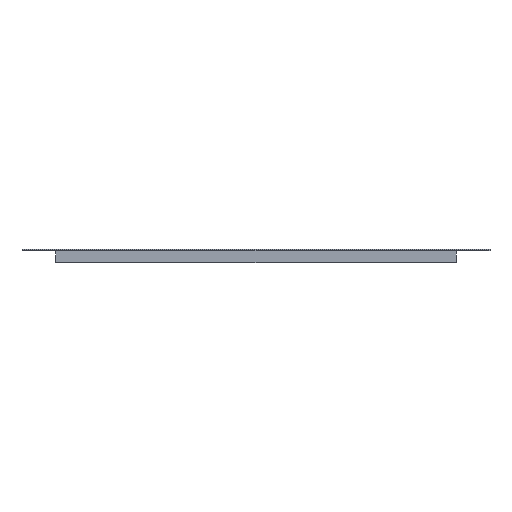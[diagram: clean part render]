
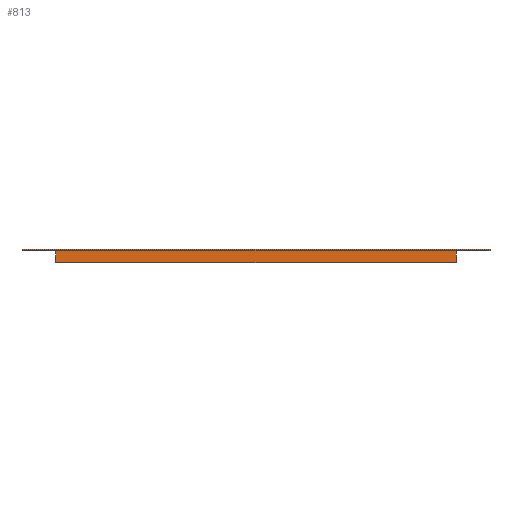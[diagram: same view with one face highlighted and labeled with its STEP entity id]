
A CAD part, front view. The second image highlights one B-rep face of the part: STEP entity #813.
In plain terms, the highlighted planar face has unit normal (0, -1, 0).
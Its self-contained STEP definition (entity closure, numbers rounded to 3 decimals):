
#38 = ORIENTED_EDGE ( 'NONE', *, *, #724, .T. ) ;
#53 = EDGE_CURVE ( 'NONE', #1066, #674, #371, .T. ) ;
#56 = EDGE_CURVE ( 'NONE', #202, #381, #357, .T. ) ;
#58 = EDGE_CURVE ( 'NONE', #525, #674, #336, .T. ) ;
#64 = AXIS2_PLACEMENT_3D ( 'NONE', #349, #345, #342 ) ;
#78 = EDGE_CURVE ( 'NONE', #333, #801, #287, .T. ) ;
#121 = CARTESIAN_POINT ( 'NONE',  ( -265., -250., 0. ) ) ;
#185 = VECTOR ( 'NONE', #499, 1000. ) ;
#202 = VERTEX_POINT ( 'NONE', #1022 ) ;
#209 = ORIENTED_EDGE ( 'NONE', *, *, #56, .F. ) ;
#221 = CARTESIAN_POINT ( 'NONE',  ( 265., -250., 0. ) ) ;
#222 = LINE ( 'NONE', #496, #185 ) ;
#224 = VECTOR ( 'NONE', #1084, 1000. ) ;
#253 = ORIENTED_EDGE ( 'NONE', *, *, #58, .F. ) ;
#254 = VECTOR ( 'NONE', #1086, 1000. ) ;
#282 = LINE ( 'NONE', #655, #446 ) ;
#283 = VECTOR ( 'NONE', #1118, 1000. ) ;
#287 = LINE ( 'NONE', #1116, #224 ) ;
#323 = VECTOR ( 'NONE', #1021, 1000. ) ;
#333 = VERTEX_POINT ( 'NONE', #880 ) ;
#336 = LINE ( 'NONE', #1025, #254 ) ;
#342 = DIRECTION ( 'NONE',  ( -1., 0., 0. ) ) ;
#345 = DIRECTION ( 'NONE',  ( 0., 1., 0. ) ) ;
#348 = FACE_OUTER_BOUND ( 'NONE', #668, .T. ) ;
#349 = CARTESIAN_POINT ( 'NONE',  ( -265., -250., 1.5 ) ) ;
#350 = PLANE ( 'NONE',  #64 ) ;
#357 = LINE ( 'NONE', #1060, #283 ) ;
#359 = ORIENTED_EDGE ( 'NONE', *, *, #534, .T. ) ;
#371 = LINE ( 'NONE', #1074, #323 ) ;
#377 = CARTESIAN_POINT ( 'NONE',  ( 227., -250., 0. ) ) ;
#381 = VERTEX_POINT ( 'NONE', #843 ) ;
#403 = DIRECTION ( 'NONE',  ( 0., 0., -1. ) ) ;
#409 = DIRECTION ( 'NONE',  ( 1., 0., 0. ) ) ;
#414 = CARTESIAN_POINT ( 'NONE',  ( 265., -250., 1.5 ) ) ;
#416 = CARTESIAN_POINT ( 'NONE',  ( -265., -250., 0. ) ) ;
#446 = VECTOR ( 'NONE', #687, 1000. ) ;
#474 = CARTESIAN_POINT ( 'NONE',  ( -227., -250., 0. ) ) ;
#496 = CARTESIAN_POINT ( 'NONE',  ( 227., -250., -13.5 ) ) ;
#499 = DIRECTION ( 'NONE',  ( -1., 0., 0. ) ) ;
#525 = VERTEX_POINT ( 'NONE', #672 ) ;
#534 = EDGE_CURVE ( 'NONE', #202, #1066, #282, .T. ) ;
#645 = ORIENTED_EDGE ( 'NONE', *, *, #78, .T. ) ;
#649 = EDGE_CURVE ( 'NONE', #333, #525, #222, .T. ) ;
#655 = CARTESIAN_POINT ( 'NONE',  ( -265., -250., 1.5 ) ) ;
#668 = EDGE_LOOP ( 'NONE', ( #806, #253, #1007, #645, #38, #868, #209, #359 ) ) ;
#672 = CARTESIAN_POINT ( 'NONE',  ( -227., -250., -13.5 ) ) ;
#674 = VERTEX_POINT ( 'NONE', #474 ) ;
#687 = DIRECTION ( 'NONE',  ( 0., 0., -1. ) ) ;
#724 = EDGE_CURVE ( 'NONE', #801, #956, #1000, .T. ) ;
#731 = EDGE_CURVE ( 'NONE', #381, #956, #794, .T. ) ;
#778 = VECTOR ( 'NONE', #403, 1000. ) ;
#794 = LINE ( 'NONE', #414, #778 ) ;
#801 = VERTEX_POINT ( 'NONE', #377 ) ;
#806 = ORIENTED_EDGE ( 'NONE', *, *, #53, .T. ) ;
#813 = ADVANCED_FACE ( 'NONE', ( #348 ), #350, .F. ) ;
#843 = CARTESIAN_POINT ( 'NONE',  ( 265., -250., 1.5 ) ) ;
#868 = ORIENTED_EDGE ( 'NONE', *, *, #731, .F. ) ;
#880 = CARTESIAN_POINT ( 'NONE',  ( 227., -250., -13.5 ) ) ;
#951 = VECTOR ( 'NONE', #409, 1000. ) ;
#956 = VERTEX_POINT ( 'NONE', #221 ) ;
#1000 = LINE ( 'NONE', #416, #951 ) ;
#1007 = ORIENTED_EDGE ( 'NONE', *, *, #649, .F. ) ;
#1021 = DIRECTION ( 'NONE',  ( 1., 0., 0. ) ) ;
#1022 = CARTESIAN_POINT ( 'NONE',  ( -265., -250., 1.5 ) ) ;
#1025 = CARTESIAN_POINT ( 'NONE',  ( -227., -250., -13.5 ) ) ;
#1060 = CARTESIAN_POINT ( 'NONE',  ( -265., -250., 1.5 ) ) ;
#1066 = VERTEX_POINT ( 'NONE', #121 ) ;
#1074 = CARTESIAN_POINT ( 'NONE',  ( -265., -250., 0. ) ) ;
#1084 = DIRECTION ( 'NONE',  ( 0., 0., 1. ) ) ;
#1086 = DIRECTION ( 'NONE',  ( 0., 0., 1. ) ) ;
#1116 = CARTESIAN_POINT ( 'NONE',  ( 227., -250., -13.5 ) ) ;
#1118 = DIRECTION ( 'NONE',  ( 1., 0., 0. ) ) ;
